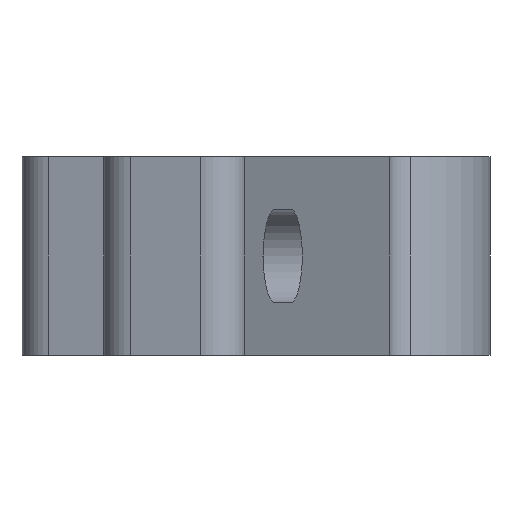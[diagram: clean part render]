
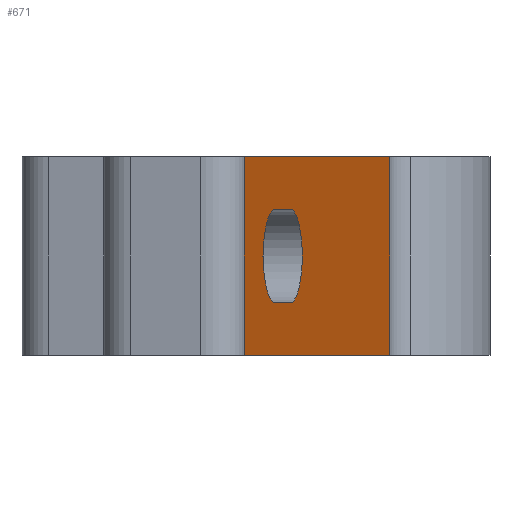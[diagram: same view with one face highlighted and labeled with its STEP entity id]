
A CAD part, left-side view. The second image highlights one B-rep face of the part: STEP entity #671.
In plain terms, the highlighted planar face has unit normal (-0.259, -0.966, 0).
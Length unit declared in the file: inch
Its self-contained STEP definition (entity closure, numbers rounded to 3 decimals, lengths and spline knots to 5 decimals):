
#9 = CARTESIAN_POINT ( 'NONE',  ( -0.37707, -0.01749, -0.26703 ) ) ;
#72 = EDGE_CURVE ( 'NONE', #844, #813, #954, .T. ) ;
#79 = ORIENTED_EDGE ( 'NONE', *, *, #386, .F. ) ;
#83 = EDGE_CURVE ( 'NONE', #90, #325, #584, .T. ) ;
#86 = DIRECTION ( 'NONE',  ( 0.966, -0.259, 0. ) ) ;
#90 = VERTEX_POINT ( 'NONE', #740 ) ;
#97 = VERTEX_POINT ( 'NONE', #885 ) ;
#131 = AXIS2_PLACEMENT_3D ( 'NONE', #182, #704, #389 ) ;
#152 = DIRECTION ( 'NONE',  ( -0.259, -0.966, 0. ) ) ;
#157 = DIRECTION ( 'NONE',  ( -0.966, 0.259, 0. ) ) ;
#165 = CARTESIAN_POINT ( 'NONE',  ( 0.64051, -0.29014, -0.46982 ) ) ;
#170 = CARTESIAN_POINT ( 'NONE',  ( 0.64051, -0.29014, -0.26703 ) ) ;
#177 = CIRCLE ( 'NONE', #680, 0.065 ) ;
#180 = EDGE_CURVE ( 'NONE', #573, #97, #177, .T. ) ;
#182 = CARTESIAN_POINT ( 'NONE',  ( -0.9695, 0.14125, -0.40482 ) ) ;
#217 = DIRECTION ( 'NONE',  ( -0.259, -0.966, 0. ) ) ;
#235 = DIRECTION ( 'NONE',  ( -0.259, -0.966, 0. ) ) ;
#240 = VECTOR ( 'NONE', #157, 39.37008 ) ;
#242 = LINE ( 'NONE', #462, #640 ) ;
#245 = EDGE_CURVE ( 'NONE', #568, #950, #242, .T. ) ;
#253 = CARTESIAN_POINT ( 'NONE',  ( -1.13036, 0.18436, -0.54262 ) ) ;
#288 = EDGE_CURVE ( 'NONE', #813, #90, #613, .T. ) ;
#296 = CARTESIAN_POINT ( 'NONE',  ( -0.37707, -0.01749, -0.26703 ) ) ;
#301 = ORIENTED_EDGE ( 'NONE', *, *, #72, .T. ) ;
#307 = CARTESIAN_POINT ( 'NONE',  ( -0.37707, -0.01749, -0.54262 ) ) ;
#325 = VERTEX_POINT ( 'NONE', #253 ) ;
#326 = DIRECTION ( 'NONE',  ( -0.966, 0.259, 0. ) ) ;
#331 = LINE ( 'NONE', #938, #388 ) ;
#353 = CARTESIAN_POINT ( 'NONE',  ( 0.64051, -0.29014, -0.26703 ) ) ;
#363 = AXIS2_PLACEMENT_3D ( 'NONE', #353, #217, #969 ) ;
#366 = EDGE_LOOP ( 'NONE', ( #79, #301, #546, #437 ) ) ;
#374 = LINE ( 'NONE', #165, #538 ) ;
#386 = EDGE_CURVE ( 'NONE', #844, #325, #331, .T. ) ;
#388 = VECTOR ( 'NONE', #326, 39.37008 ) ;
#389 = DIRECTION ( 'NONE',  ( 0.966, -0.259, 0. ) ) ;
#413 = CARTESIAN_POINT ( 'NONE',  ( -0.9695, 0.14125, -0.33982 ) ) ;
#437 = ORIENTED_EDGE ( 'NONE', *, *, #83, .T. ) ;
#459 = VECTOR ( 'NONE', #660, 39.37008 ) ;
#462 = CARTESIAN_POINT ( 'NONE',  ( 0.64051, -0.29014, -0.33982 ) ) ;
#538 = VECTOR ( 'NONE', #86, 39.37008 ) ;
#539 = VERTEX_POINT ( 'NONE', #628 ) ;
#543 = DIRECTION ( 'NONE',  ( -0.966, 0.259, 0. ) ) ;
#544 = ORIENTED_EDGE ( 'NONE', *, *, #735, .F. ) ;
#546 = ORIENTED_EDGE ( 'NONE', *, *, #288, .T. ) ;
#547 = DIRECTION ( 'NONE',  ( 0.966, -0.259, 0. ) ) ;
#568 = VERTEX_POINT ( 'NONE', #638 ) ;
#569 = EDGE_CURVE ( 'NONE', #950, #573, #835, .T. ) ;
#573 = VERTEX_POINT ( 'NONE', #923 ) ;
#584 = LINE ( 'NONE', #970, #771 ) ;
#593 = PLANE ( 'NONE',  #363 ) ;
#613 = LINE ( 'NONE', #170, #240 ) ;
#619 = ORIENTED_EDGE ( 'NONE', *, *, #245, .F. ) ;
#628 = CARTESIAN_POINT ( 'NONE',  ( -0.89344, 0.12088, -0.46982 ) ) ;
#638 = CARTESIAN_POINT ( 'NONE',  ( -0.89344, 0.12088, -0.33982 ) ) ;
#640 = VECTOR ( 'NONE', #543, 39.37008 ) ;
#652 = ORIENTED_EDGE ( 'NONE', *, *, #569, .F. ) ;
#660 = DIRECTION ( 'NONE',  ( 0., 0., 1. ) ) ;
#671 = ADVANCED_FACE ( 'NONE', ( #897, #958 ), #593, .T. ) ;
#680 = AXIS2_PLACEMENT_3D ( 'NONE', #830, #235, #547 ) ;
#682 = AXIS2_PLACEMENT_3D ( 'NONE', #745, #152, #817 ) ;
#704 = DIRECTION ( 'NONE',  ( -0.259, -0.966, 0. ) ) ;
#708 = ORIENTED_EDGE ( 'NONE', *, *, #841, .F. ) ;
#735 = EDGE_CURVE ( 'NONE', #539, #568, #788, .T. ) ;
#740 = CARTESIAN_POINT ( 'NONE',  ( -1.13036, 0.18436, -0.26703 ) ) ;
#745 = CARTESIAN_POINT ( 'NONE',  ( -0.89344, 0.12088, -0.40482 ) ) ;
#771 = VECTOR ( 'NONE', #820, 39.37008 ) ;
#778 = ORIENTED_EDGE ( 'NONE', *, *, #180, .F. ) ;
#788 = CIRCLE ( 'NONE', #682, 0.065 ) ;
#813 = VERTEX_POINT ( 'NONE', #9 ) ;
#817 = DIRECTION ( 'NONE',  ( 0.966, -0.259, 0. ) ) ;
#820 = DIRECTION ( 'NONE',  ( 0., 0., -1. ) ) ;
#830 = CARTESIAN_POINT ( 'NONE',  ( -0.9695, 0.14125, -0.40482 ) ) ;
#835 = CIRCLE ( 'NONE', #131, 0.065 ) ;
#841 = EDGE_CURVE ( 'NONE', #97, #539, #374, .T. ) ;
#844 = VERTEX_POINT ( 'NONE', #307 ) ;
#879 = EDGE_LOOP ( 'NONE', ( #652, #619, #544, #708, #778 ) ) ;
#885 = CARTESIAN_POINT ( 'NONE',  ( -0.9695, 0.14125, -0.46982 ) ) ;
#897 = FACE_BOUND ( 'NONE', #879, .T. ) ;
#923 = CARTESIAN_POINT ( 'NONE',  ( -1.03228, 0.15808, -0.40482 ) ) ;
#938 = CARTESIAN_POINT ( 'NONE',  ( 0.64051, -0.29014, -0.54262 ) ) ;
#950 = VERTEX_POINT ( 'NONE', #413 ) ;
#954 = LINE ( 'NONE', #296, #459 ) ;
#958 = FACE_OUTER_BOUND ( 'NONE', #366, .T. ) ;
#969 = DIRECTION ( 'NONE',  ( 0.966, -0.259, 0. ) ) ;
#970 = CARTESIAN_POINT ( 'NONE',  ( -1.13036, 0.18436, -0.54262 ) ) ;
